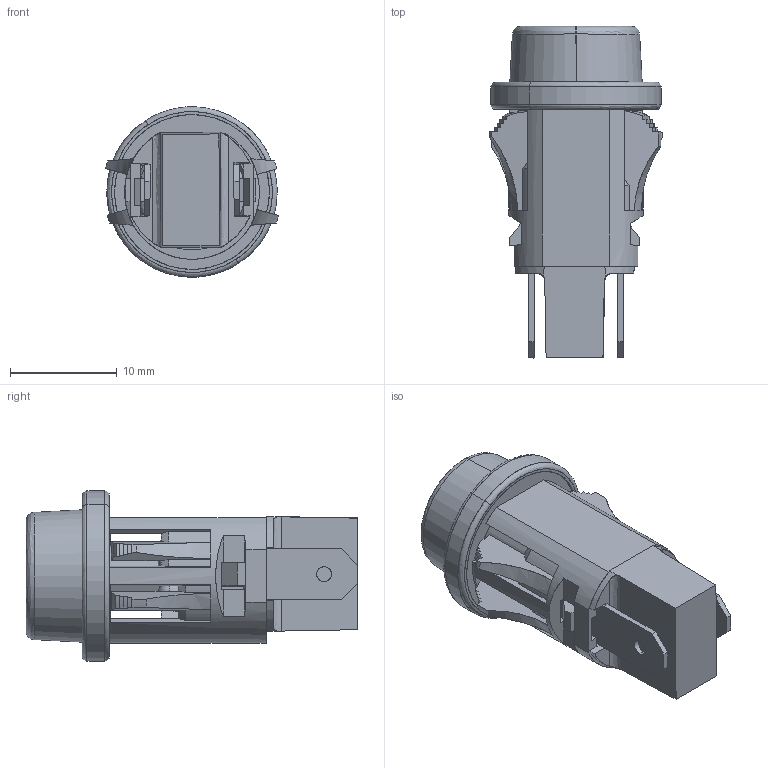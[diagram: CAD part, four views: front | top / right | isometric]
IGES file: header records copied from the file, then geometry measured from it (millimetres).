
Start section: SolidWorks IGES file using analytic representation for surfaces
Global section: file name: 1050QC_Series_B7749.IGS; native system: SolidWorks 2016; preprocessor: SolidWorks 2016; author: tstoltenburg; date: 180118.151224; units: inch
Bounding box: 16.28 x 31.16 x 15.99 mm (x, y, z)
Surface area: 4565.4 mm2 (no closed solid volume)
Topology: 0 solids, 0 shells, 404 faces, 3293 edges, 3283 vertices
Faces by surface type: bspline 254, revolution 150
